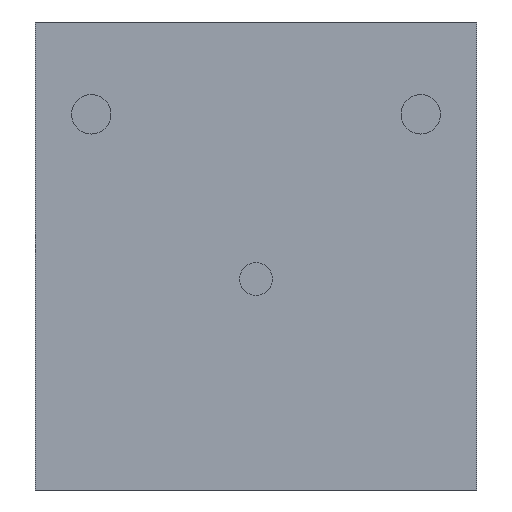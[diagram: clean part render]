
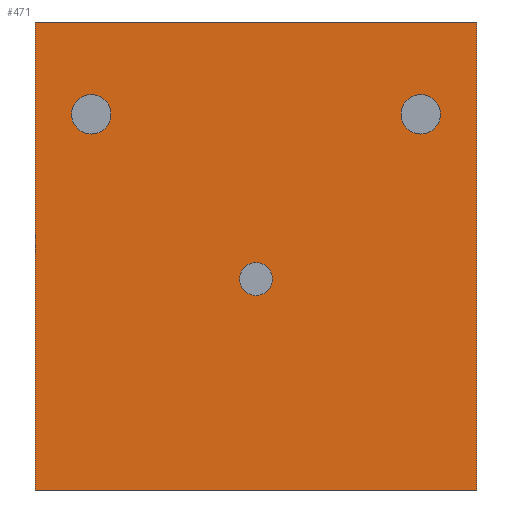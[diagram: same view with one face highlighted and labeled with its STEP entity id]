
A CAD part, front view. The second image highlights one B-rep face of the part: STEP entity #471.
In plain terms, the highlighted planar face has unit normal (0, -1, 0).
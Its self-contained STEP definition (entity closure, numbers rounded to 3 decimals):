
#15=FACE_BOUND('',#105,.T.);
#16=FACE_BOUND('',#106,.T.);
#17=FACE_BOUND('',#107,.T.);
#35=PLANE('',#518);
#76=FACE_OUTER_BOUND('',#104,.T.);
#104=EDGE_LOOP('',(#415,#416,#417,#418));
#105=EDGE_LOOP('',(#419));
#106=EDGE_LOOP('',(#420));
#107=EDGE_LOOP('',(#421));
#155=LINE('',#750,#207);
#156=LINE('',#752,#208);
#157=LINE('',#754,#209);
#158=LINE('',#755,#210);
#207=VECTOR('',#621,10.);
#208=VECTOR('',#622,10.);
#209=VECTOR('',#623,10.);
#210=VECTOR('',#624,10.);
#222=CIRCLE('',#511,0.25);
#224=CIRCLE('',#515,0.3);
#226=CIRCLE('',#519,0.3);
#254=VERTEX_POINT('',#734);
#256=VERTEX_POINT('',#741);
#258=VERTEX_POINT('',#748);
#259=VERTEX_POINT('',#749);
#260=VERTEX_POINT('',#751);
#261=VERTEX_POINT('',#753);
#262=VERTEX_POINT('',#756);
#307=EDGE_CURVE('',#254,#254,#222,.T.);
#310=EDGE_CURVE('',#256,#256,#224,.T.);
#313=EDGE_CURVE('',#258,#259,#155,.T.);
#314=EDGE_CURVE('',#260,#258,#156,.T.);
#315=EDGE_CURVE('',#261,#260,#157,.T.);
#316=EDGE_CURVE('',#259,#261,#158,.T.);
#317=EDGE_CURVE('',#262,#262,#226,.T.);
#415=ORIENTED_EDGE('',*,*,#313,.F.);
#416=ORIENTED_EDGE('',*,*,#314,.F.);
#417=ORIENTED_EDGE('',*,*,#315,.F.);
#418=ORIENTED_EDGE('',*,*,#316,.F.);
#419=ORIENTED_EDGE('',*,*,#307,.T.);
#420=ORIENTED_EDGE('',*,*,#310,.T.);
#421=ORIENTED_EDGE('',*,*,#317,.T.);
#471=ADVANCED_FACE('',(#76,#15,#16,#17),#35,.F.);
#511=AXIS2_PLACEMENT_3D('',#735,#603,#604);
#515=AXIS2_PLACEMENT_3D('',#742,#612,#613);
#518=AXIS2_PLACEMENT_3D('',#747,#619,#620);
#519=AXIS2_PLACEMENT_3D('',#757,#625,#626);
#603=DIRECTION('center_axis',(0.,1.,0.));
#604=DIRECTION('ref_axis',(1.,0.,0.));
#612=DIRECTION('center_axis',(0.,1.,0.));
#613=DIRECTION('ref_axis',(1.,0.,0.));
#619=DIRECTION('center_axis',(0.,1.,0.));
#620=DIRECTION('ref_axis',(-1.,0.,0.));
#621=DIRECTION('',(0.,0.,1.));
#622=DIRECTION('',(-1.,0.,0.));
#623=DIRECTION('',(0.,0.,-1.));
#624=DIRECTION('',(1.,0.,0.));
#625=DIRECTION('center_axis',(0.,1.,0.));
#626=DIRECTION('ref_axis',(1.,0.,0.));
#734=CARTESIAN_POINT('',(-0.25,6.,0.));
#735=CARTESIAN_POINT('Origin',(0.,6.,0.));
#741=CARTESIAN_POINT('',(2.2,6.,2.5));
#742=CARTESIAN_POINT('Origin',(2.5,6.,2.5));
#747=CARTESIAN_POINT('Origin',(0.,6.,0.35));
#748=CARTESIAN_POINT('',(-3.35,6.,-3.2));
#749=CARTESIAN_POINT('',(-3.35,6.,3.9));
#750=CARTESIAN_POINT('',(-3.35,6.,-3.2));
#751=CARTESIAN_POINT('',(3.35,6.,-3.2));
#752=CARTESIAN_POINT('',(3.35,6.,-3.2));
#753=CARTESIAN_POINT('',(3.35,6.,3.9));
#754=CARTESIAN_POINT('',(3.35,6.,3.9));
#755=CARTESIAN_POINT('',(-3.35,6.,3.9));
#756=CARTESIAN_POINT('',(-2.8,6.,2.5));
#757=CARTESIAN_POINT('Origin',(-2.5,6.,2.5));
